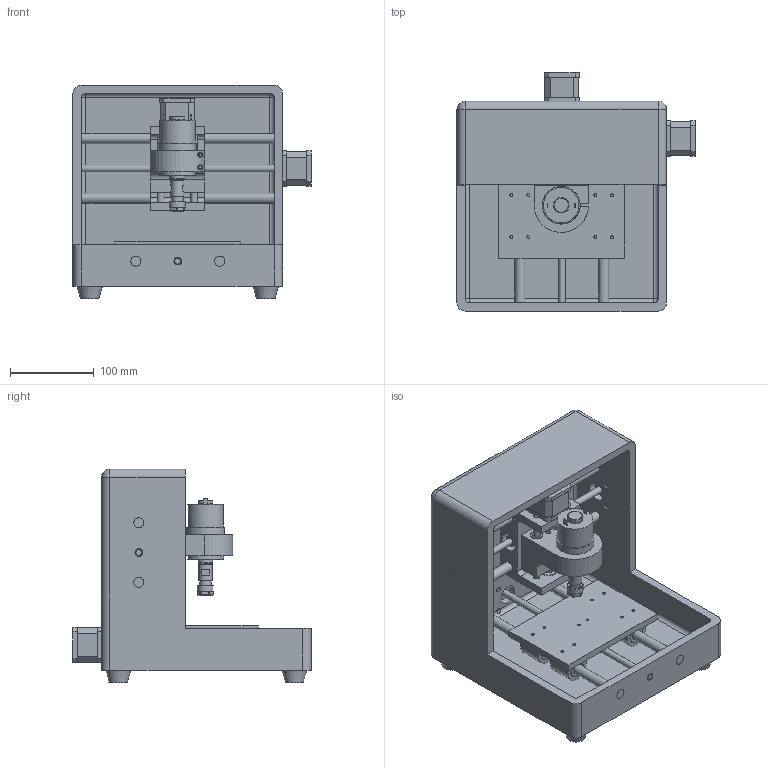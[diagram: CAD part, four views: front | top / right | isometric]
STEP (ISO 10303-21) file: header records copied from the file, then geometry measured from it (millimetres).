
FILE_DESCRIPTION(('FreeCAD Model'),'2;1');
FILE_NAME('Open CASCADE Shape Model','2025-08-03T15:09:41',('Author'),( ''),'Open CASCADE STEP processor 7.8','FreeCAD','Unknown');
FILE_SCHEMA(('AUTOMOTIVE_DESIGN { 1 0 10303 214 1 1 1 1 }'));
Length unit declared in the file: millimetre
Products named in the file (60):  v1;  v2; Component1; Y v6; Component002;  v003;  v004;  v005; 12mm 250mm v1; Component006; 12mm 250mm v002; ) v4; Component008; LM12UU v1; Component009;  v6; Component010; LM12UU v002;  v007; LM12UU v003;  v008; LM12UU v004;  v009;  v10; Component017; 12mm 250mm v003; 12mm 250mm v004; ) v005;  v48; Component021; LM12UU v005; LM12UU v006; LM12UU v007; LM12UU v008; 8mm 100mm v1; Component026; 8mm 100mm v002; ) v2; Component028;  v27 ...
Assembly tree (88 placements, depth 3):
   v1
     v2
      Component1
    Y v6
      Component002
     v003
      Component1
     v004
      Component1
     v005
      Component1
    12mm 250mm v1
      Component006
    12mm 250mm v002
      Component006
  ) v4
      Component008
    LM12UU v1
      Component009
     v6
      Component010
    LM12UU v002
      Component009
     v007
      Component010
    LM12UU v003
      Component009
     v008
      Component010
    LM12UU v004
      Component009
     v009
      Component010
     v10
      Component017
    12mm 250mm v003
      Component006
    12mm 250mm v004
      Component006
  ) v005
      Component008
   v48
      Component021
    LM12UU v005
      Component009
    LM12UU v006
      Component009
    LM12UU v007
      Component009
    LM12UU v008
      Component009
    8mm 100mm v1
      Component026
    8mm 100mm v002
      Component026
  ) v2
      Component028
     v27
      Component029
    LM8UU v2
Bounding box: 284 x 284 x 255 mm (x, y, z)
Volume: 2983192.8 mm3; surface area: 721518.2 mm2
Topology: 47 solids, 47 shells, 868 faces, 1807 edges, 1168 vertices
Faces by surface type: plane 444, cylinder 309, cone 62, torus 30, bspline 15, sphere 8
Full cylindrical faces by diameter (mm): 3 x24, 3.5 x40, 5 x16, 6 x26, 8 x26, 8.5 x1, 9 x6, 10 x13, 10.3 x6, 12 x20, 14 x4, 14.3 x8, 15 x14, 16 x1, 17.5 x1, 17.6 x1, 19 x1, 20 x22, 21 x30, 22 x12, 22.5 x2, 23 x3, 42.4 x1
Entity records: 18719 total; most frequent: CARTESIAN_POINT 4492, DIRECTION 2736, ORIENTED_EDGE 2232, EDGE_CURVE 1116, AXIS2_PLACEMENT_3D 1073, VERTEX_POINT 725, FACE_BOUND 713, EDGE_LOOP 713
